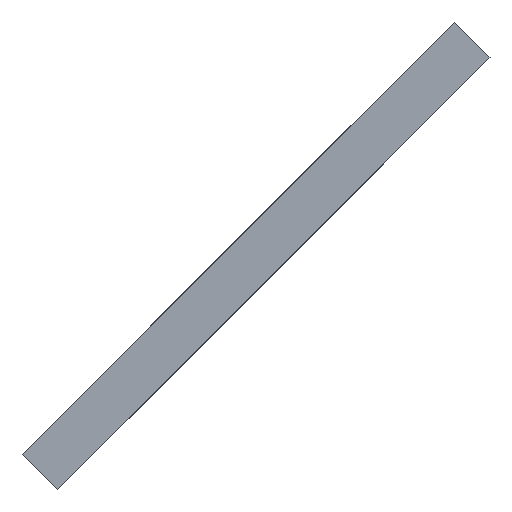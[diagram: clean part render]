
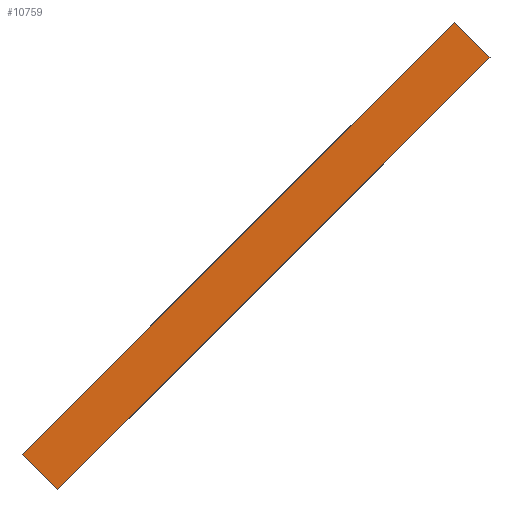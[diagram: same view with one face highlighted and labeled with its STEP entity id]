
A CAD part, front view. The second image highlights one B-rep face of the part: STEP entity #10759.
In plain terms, the highlighted planar face has unit normal (0, -1, 0).
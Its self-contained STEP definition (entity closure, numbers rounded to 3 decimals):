
#180 = LINE ( 'NONE', #20183, #16875 ) ;
#1380 = VERTEX_POINT ( 'NONE', #15752 ) ;
#1506 = EDGE_CURVE ( 'NONE', #21459, #11344, #9039, .T. ) ;
#4790 = FACE_OUTER_BOUND ( 'NONE', #8019, .T. ) ;
#5539 = CARTESIAN_POINT ( 'NONE',  ( 77.5, -0.4, 6.4 ) ) ;
#6419 = CARTESIAN_POINT ( 'NONE',  ( 77.5, -0.4, -6.4 ) ) ;
#6788 = LINE ( 'NONE', #21371, #21874 ) ;
#7358 = EDGE_CURVE ( 'NONE', #11344, #12337, #6788, .T. ) ;
#7878 = CARTESIAN_POINT ( 'NONE',  ( -77.5, -0.4, -6.4 ) ) ;
#8019 = EDGE_LOOP ( 'NONE', ( #8794, #16374, #14274, #16677 ) ) ;
#8098 = PLANE ( 'NONE',  #14336 ) ;
#8794 = ORIENTED_EDGE ( 'NONE', *, *, #1506, .F. ) ;
#8875 = LINE ( 'NONE', #10405, #10752 ) ;
#8941 = EDGE_CURVE ( 'NONE', #12337, #1380, #8875, .T. ) ;
#9039 = LINE ( 'NONE', #5539, #12835 ) ;
#10405 = CARTESIAN_POINT ( 'NONE',  ( -77.5, -0.4, 6.4 ) ) ;
#10752 = VECTOR ( 'NONE', #20821, 1000. ) ;
#10759 = ADVANCED_FACE ( 'NONE', ( #4790 ), #8098, .T. ) ;
#11344 = VERTEX_POINT ( 'NONE', #19180 ) ;
#11780 = DIRECTION ( 'NONE',  ( 0., 0., -1. ) ) ;
#12337 = VERTEX_POINT ( 'NONE', #7878 ) ;
#12446 = EDGE_CURVE ( 'NONE', #1380, #21459, #180, .T. ) ;
#12835 = VECTOR ( 'NONE', #15965, 1000. ) ;
#14274 = ORIENTED_EDGE ( 'NONE', *, *, #8941, .F. ) ;
#14336 = AXIS2_PLACEMENT_3D ( 'NONE', #6419, #21782, #11780 ) ;
#14661 = DIRECTION ( 'NONE',  ( -1., 0., 0. ) ) ;
#15752 = CARTESIAN_POINT ( 'NONE',  ( -77.5, -0.4, 6.4 ) ) ;
#15965 = DIRECTION ( 'NONE',  ( 0., 0., -1. ) ) ;
#16374 = ORIENTED_EDGE ( 'NONE', *, *, #12446, .F. ) ;
#16677 = ORIENTED_EDGE ( 'NONE', *, *, #7358, .F. ) ;
#16875 = VECTOR ( 'NONE', #18499, 1000. ) ;
#18499 = DIRECTION ( 'NONE',  ( 1., 0., 0. ) ) ;
#19180 = CARTESIAN_POINT ( 'NONE',  ( 77.5, -0.4, -6.4 ) ) ;
#20183 = CARTESIAN_POINT ( 'NONE',  ( -77.5, -0.4, 6.4 ) ) ;
#20821 = DIRECTION ( 'NONE',  ( 0., 0., 1. ) ) ;
#21371 = CARTESIAN_POINT ( 'NONE',  ( -77.5, -0.4, -6.4 ) ) ;
#21459 = VERTEX_POINT ( 'NONE', #21489 ) ;
#21489 = CARTESIAN_POINT ( 'NONE',  ( 77.5, -0.4, 6.4 ) ) ;
#21782 = DIRECTION ( 'NONE',  ( 0., -1., 0. ) ) ;
#21874 = VECTOR ( 'NONE', #14661, 1000. ) ;
